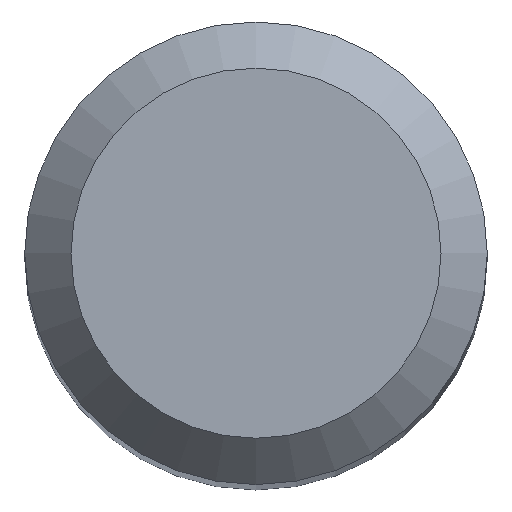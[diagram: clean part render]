
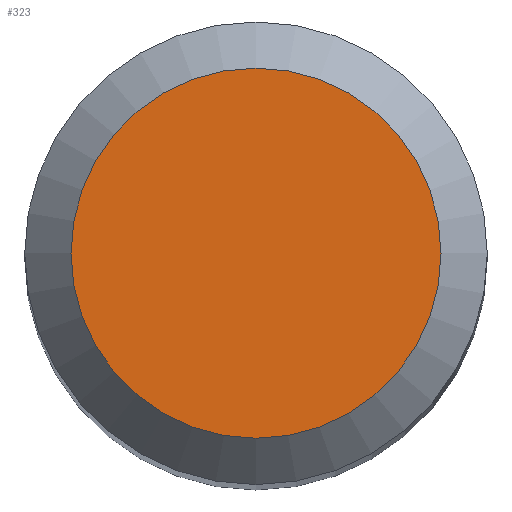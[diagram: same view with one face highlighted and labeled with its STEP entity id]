
A CAD part, top view. The second image highlights one B-rep face of the part: STEP entity #323.
In plain terms, the highlighted planar face has unit normal (0, 0, 1).
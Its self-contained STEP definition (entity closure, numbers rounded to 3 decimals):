
#27 = EDGE_CURVE ( 'NONE', #178, #178, #271, .T. ) ;
#46 = DIRECTION ( 'NONE',  ( 0., 0., 1. ) ) ;
#109 = EDGE_LOOP ( 'NONE', ( #274 ) ) ;
#163 = DIRECTION ( 'NONE',  ( 0., 1., 0. ) ) ;
#164 = DIRECTION ( 'NONE',  ( 0., 0., -1. ) ) ;
#168 = CARTESIAN_POINT ( 'NONE',  ( 0., 0., 55. ) ) ;
#178 = VERTEX_POINT ( 'NONE', #273 ) ;
#189 = DIRECTION ( 'NONE',  ( 0., -1., 0. ) ) ;
#209 = CARTESIAN_POINT ( 'NONE',  ( 0., 0., 55. ) ) ;
#227 = PLANE ( 'NONE',  #249 ) ;
#229 = FACE_OUTER_BOUND ( 'NONE', #109, .T. ) ;
#249 = AXIS2_PLACEMENT_3D ( 'NONE', #209, #164, #163 ) ;
#271 = CIRCLE ( 'NONE', #295, 2.4 ) ;
#273 = CARTESIAN_POINT ( 'NONE',  ( 0., -2.4, 55. ) ) ;
#274 = ORIENTED_EDGE ( 'NONE', *, *, #27, .T. ) ;
#295 = AXIS2_PLACEMENT_3D ( 'NONE', #168, #46, #189 ) ;
#323 = ADVANCED_FACE ( 'NONE', ( #229 ), #227, .F. ) ;
